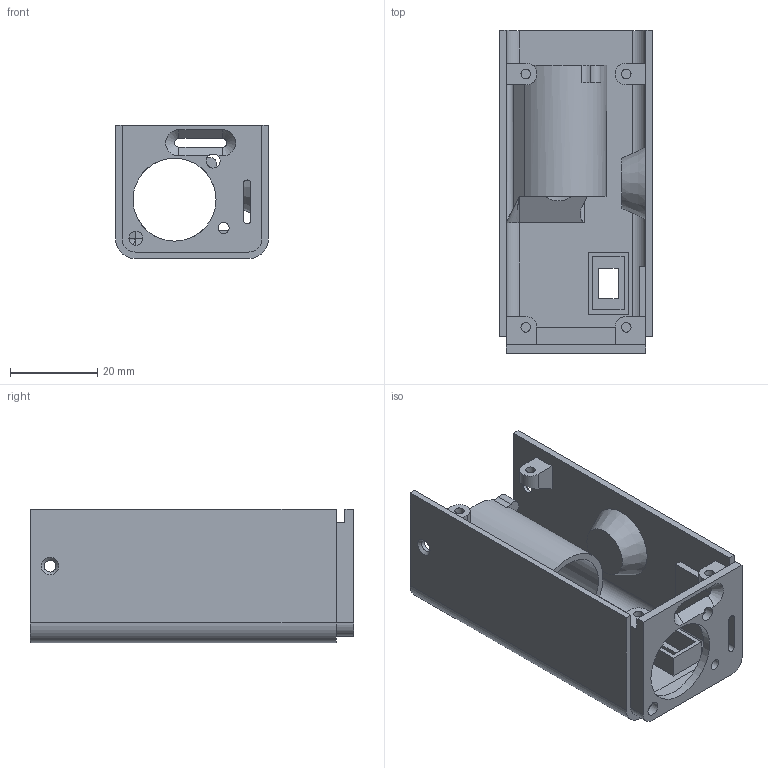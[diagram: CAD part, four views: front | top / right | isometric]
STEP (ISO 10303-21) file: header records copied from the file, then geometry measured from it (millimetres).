
FILE_DESCRIPTION(/* description */ (''),/* implementation_level */ '2;1');
FILE_NAME(/* name */ 'case.stp',/* time_stamp */ '2024-07-29T22:43:55-07:00',/* author */ ('devan'),/* organization */ (''),/* preprocessor_version */ 'ST-DEVELOPER v20',/* originating_system */ 'Autodesk Inventor 2024',/* authorisation */ '');
FILE_SCHEMA (('AUTOMOTIVE_DESIGN { 1 0 10303 214 3 1 1 }'));
Length unit declared in the file: millimetre
Products named in the file (1): v3
Bounding box: 35 x 74 x 30.5 mm (x, y, z)
Volume: 17698.5 mm3; surface area: 18606.1 mm2
Topology: 1 solids, 1 shells, 123 faces, 322 edges, 210 vertices
Faces by surface type: plane 80, cylinder 37, cone 6
Full cylindrical faces by diameter (mm): 1.7 x2, 2.2 x4, 2.5 x1, 2.7 x2, 3.2 x2, 9.525 x1, 19 x2
Entity records: 3857 total; most frequent: DIRECTION 664, CARTESIAN_POINT 655, ORIENTED_EDGE 642, EDGE_CURVE 321, LINE 226, VECTOR 226, AXIS2_PLACEMENT_3D 219, VERTEX_POINT 210
